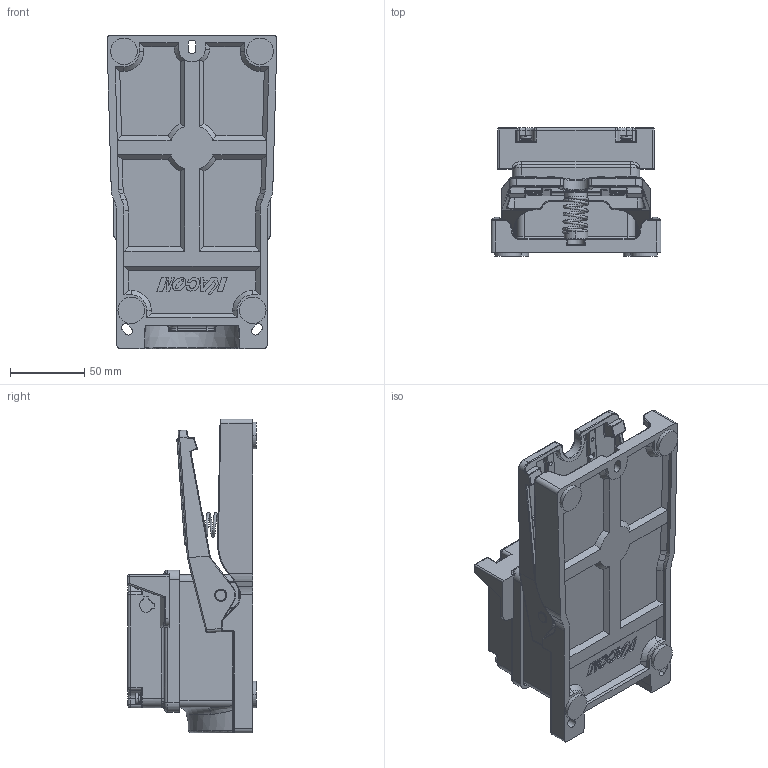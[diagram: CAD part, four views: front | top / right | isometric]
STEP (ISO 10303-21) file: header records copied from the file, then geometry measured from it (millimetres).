
FILE_DESCRIPTION (( 'STEP AP203' ), '1' );
FILE_NAME ('105206005 HRF-HD3F 褐怳羲壽.STEP', '2022-08-13T01:43:53', ( 'Microsoft' ), ( 'Microsoft' ), 'SwSTEP 2.0', 'SolidWorks 2015', '' );
FILE_SCHEMA (( 'CONFIG_CONTROL_DESIGN' ));
Length unit declared in the file: millimetre
Products named in the file (16): 3011001126 M4X5肣蹟隊; 3003005011 HRF-HD3F す裔; 3005002035 HRF-HD3N 換雄粣; 3011001251 M4X30十一字槽平头带弹垫平垫组合螺钉; 3004003046 HRF-HD3N O型橡胶圈8xΦ1.9; 105206005 HRF-HD3F 褐怳羲壽; 3011001123 M4X10 十一字槽盘头带弹垫组合螺钉; 3003007001 HRF-HD3N 怳啣_炡4mm; 3003004012 HRF-HD3N 菁釱; 3004002019 HRF-HD3N 砎蝶躇猾菜; 3002010016 HRF-HD3N 揤盄標; 3004007005 HRF-HD3N 砎蝶褐隊; 3011001119 M3X7十一字槽盘头带弹垫组合螺钉; 3009001076 HRF-HD3N 粟銅; 3011010007 M4黄铜圈; 3011007001 HRF-HD3N 种隊朴2.5x16
Assembly tree (28 placements, depth 2):
  105206005 HRF-HD3F 褐怳羲壽
    3003004012 HRF-HD3N 菁釱
    3002010016 HRF-HD3N 揤盄標
    3011001119 M3X7十一字槽盘头带弹垫组合螺钉  x2
    3011010007 M4黄铜圈
    3011001126 M4X5肣蹟隊
    3005002035 HRF-HD3N 換雄粣
    3004003046 HRF-HD3N O型橡胶圈8xΦ1.9  x4
    3011001123 M4X10 十一字槽盘头带弹垫组合螺钉  x4
    3003007001 HRF-HD3N 怳啣_炡4mm
    3004002019 HRF-HD3N 砎蝶躇猾菜
    3004007005 HRF-HD3N 砎蝶褐隊  x4
    3009001076 HRF-HD3N 粟銅
    3011007001 HRF-HD3N 种隊朴2.5x16
    3003005011 HRF-HD3F す裔
    3011001251 M4X30十一字槽平头带弹垫平垫组合螺钉  x4
Bounding box: 114.83 x 87 x 212 mm (x, y, z)
Volume: 384395.6 mm3; surface area: 189853.1 mm2
Topology: 46 solids, 46 shells, 2983 faces, 7119 edges, 4181 vertices
Faces by surface type: cylinder 975, plane 877, torus 490, bspline 443, sphere 106, cone 92
Entity records: 90828 total; most frequent: CARTESIAN_POINT 30518, DIRECTION 12373, ORIENTED_EDGE 12218, EDGE_CURVE 6109, AXIS2_PLACEMENT_3D 4860, VERTEX_POINT 3677, EDGE_LOOP 2752, LINE 2653
